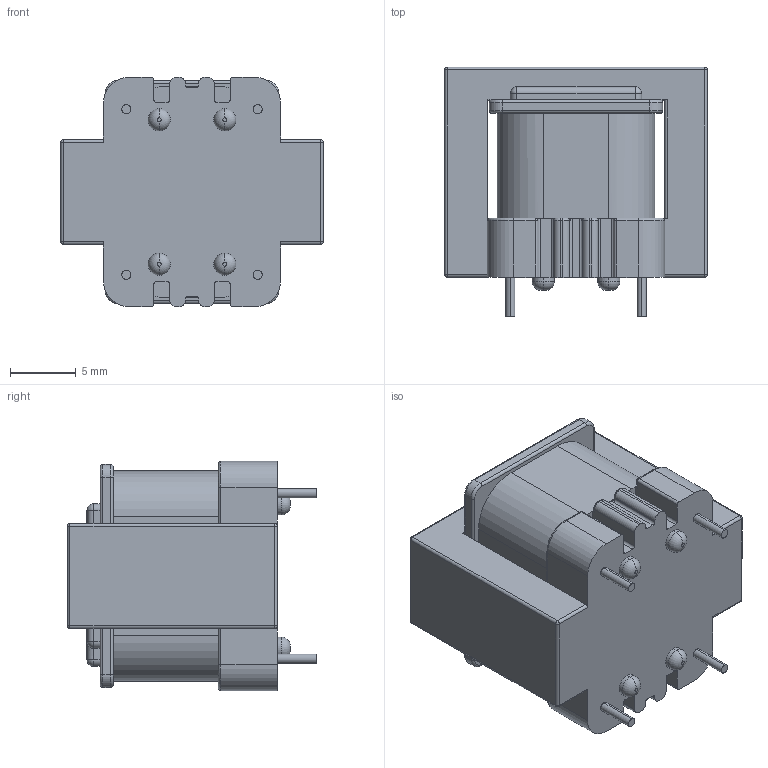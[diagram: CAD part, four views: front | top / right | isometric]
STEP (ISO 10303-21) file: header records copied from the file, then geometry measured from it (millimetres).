
FILE_DESCRIPTION (( 'STEP AP214' ), '1' );
FILE_NAME ('User Library-Phone Line Transformer.STEP', '2010-11-10T07:34:56', ( 'SysAdmin' ), ( 'SolidWorks' ), 'SwSTEP 2.0', 'SolidWorks 2011', '' );
FILE_SCHEMA (( 'AUTOMOTIVE_DESIGN' ));
Length unit declared in the file: millimetre
Products named in the file (1): User Library-Phone Line Transformer
Bounding box: 20 x 19 x 17.5 mm (x, y, z)
Volume: 3814.1 mm3; surface area: 2058 mm2
Topology: 1 solids, 1 shells, 252 faces, 645 edges, 382 vertices
Faces by surface type: cylinder 119, plane 83, torus 32, sphere 18
Entity records: 10307 total; most frequent: DIRECTION 1401, CARTESIAN_POINT 1312, ORIENTED_EDGE 1254, EDGE_CURVE 627, AXIS2_PLACEMENT_3D 531, VERTEX_POINT 382, VECTOR 339, LINE 339
